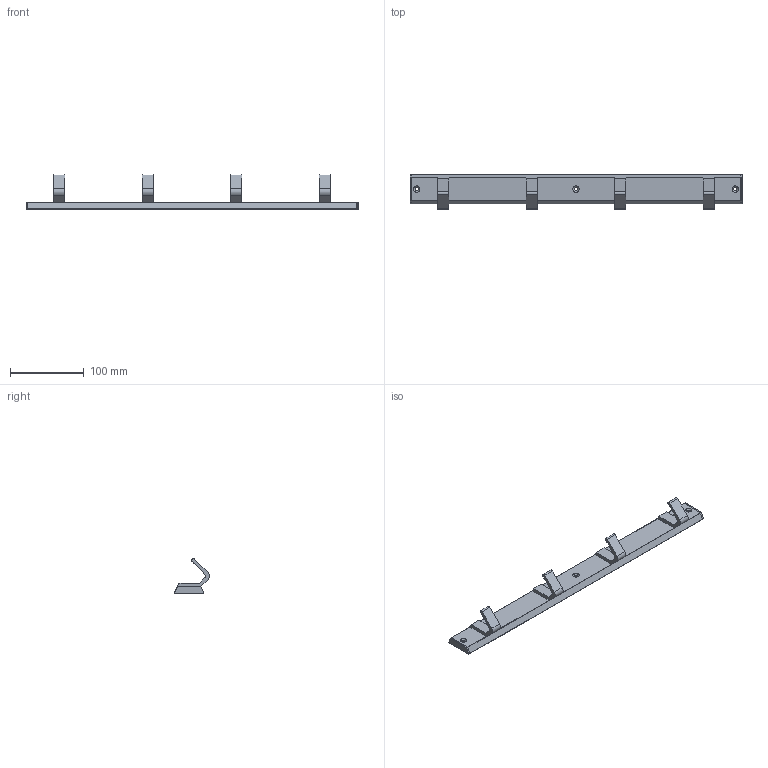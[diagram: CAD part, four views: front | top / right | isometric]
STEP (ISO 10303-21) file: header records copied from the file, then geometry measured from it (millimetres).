
FILE_DESCRIPTION(('Creo Elements/Direct Modeling STEP Export'),'2;1');
FILE_NAME('2083-450.stp','2024-09-23T11:39:20',(''),(''),'Creo Elements/Direct Modeling STEP processor for AP214 (Solid Model)','Creo Elements/Direct Modeling 20.0 12-Nov-2016 (C) Parametric Technology GmbH','');
FILE_SCHEMA(('AUTOMOTIVE_DESIGN { 1 0 10303 214 1 1 1 1 }'));
Length unit declared in the file: millimetre
Products named in the file (8): Leiste.1.1; Haken.3; Haken.4; Haken.4.1; Haken.3.1; Abdeckkappe.1; Abdeckkappe; Hakenleiste
Assembly tree (7 placements, depth 2):
  Hakenleiste
    Abdeckkappe
    Abdeckkappe.1
    Haken.3.1
    Haken.4.1
    Haken.4
    Haken.3
    Leiste.1.1
Bounding box: 450 x 47.43 x 46.69 mm (x, y, z)
Volume: 59757.8 mm3; surface area: 63789.6 mm2
Topology: 7 solids, 7 shells, 189 faces, 504 edges, 322 vertices
Faces by surface type: plane 107, cylinder 60, cone 18, sphere 4
Entity records: 6053 total; most frequent: CARTESIAN_POINT 1177, ORIENTED_EDGE 1000, DIRECTION 950, EDGE_CURVE 500, VECTOR 336, LINE 336, VERTEX_POINT 322, AXIS2_PLACEMENT_3D 307
